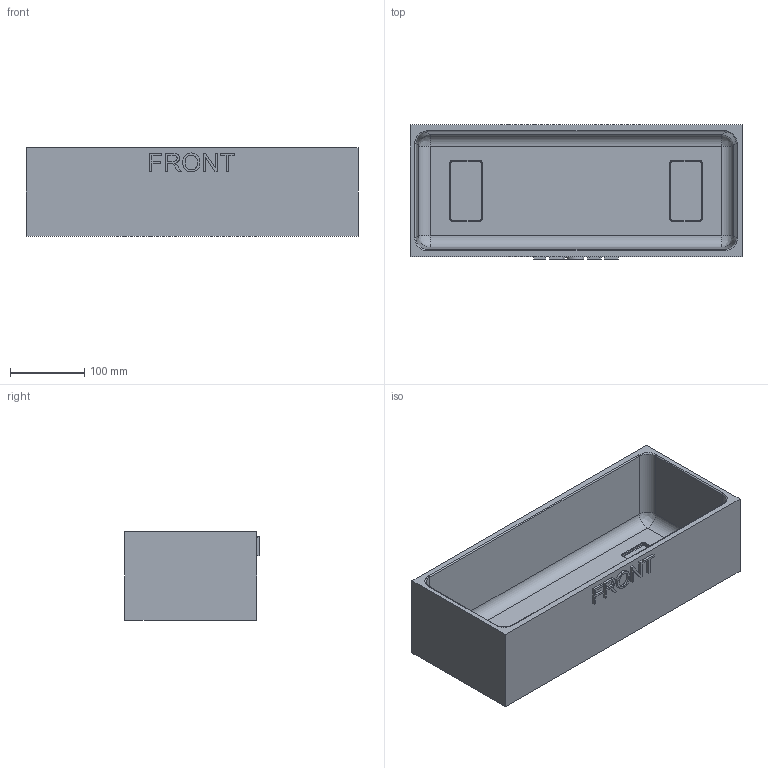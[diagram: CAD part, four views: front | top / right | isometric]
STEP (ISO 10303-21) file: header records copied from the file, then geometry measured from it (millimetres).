
FILE_DESCRIPTION( ( 'Unknown' ), '1' );
FILE_NAME( '2306-base, internal tub.stp', 'Unknown', ( 'Unknown' ), ( 'Unknown' ), 'PSStep 10.1', 'Unknown', ' ' );
FILE_SCHEMA( ( 'AUTOMOTIVE_DESIGN { 1 0 10303 214 1 1 1 1 }' ) );
Length unit declared in the file: millimetre
Products named in the file (1): 1
Bounding box: 447.57 x 180.97 x 119.16 mm (x, y, z)
Volume: 2317242.5 mm3; surface area: 423471.4 mm2
Topology: 1 solids, 1 shells, 127 faces, 297 edges, 178 vertices
Faces by surface type: plane 61, cylinder 36, bspline 24, extrusion 6
Entity records: 4418 total; most frequent: CARTESIAN_POINT 1743, ORIENTED_EDGE 582, DIRECTION 491, EDGE_CURVE 291, AXIS2_PLACEMENT_3D 182, VERTEX_POINT 178, EDGE_LOOP 139, FACE_OUTER_BOUND 129
